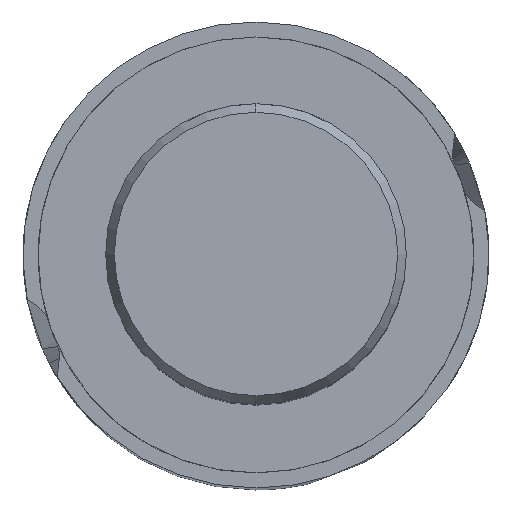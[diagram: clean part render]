
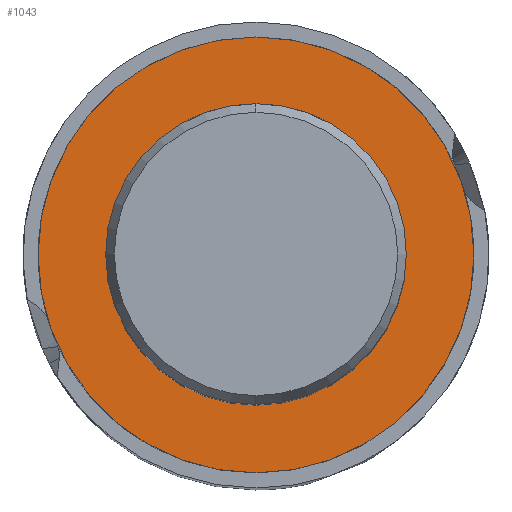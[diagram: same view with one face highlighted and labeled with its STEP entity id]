
A CAD part, top view. The second image highlights one B-rep face of the part: STEP entity #1043.
In plain terms, the highlighted planar face has unit normal (0, 0, 1).
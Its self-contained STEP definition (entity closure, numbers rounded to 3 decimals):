
#397=VERTEX_POINT('',#1159);
#523=VERTEX_POINT('',#1300);
#533=EDGE_CURVE('',#523,#889,#1311,.T.);
#563=EDGE_CURVE('',#723,#397,#1344,.T.);
#707=EDGE_CURVE('',#397,#723,#1499,.T.);
#723=VERTEX_POINT('',#1516);
#889=VERTEX_POINT('',#1698);
#1043=ADVANCED_FACE('',(#1866,#1867),#1868,.T.);
#1053=EDGE_CURVE('',#889,#523,#1879,.T.);
#1159=CARTESIAN_POINT('',(0.0,29.0,-70.0));
#1300=CARTESIAN_POINT('',(0.0,20.0,-70.0));
#1311=CIRCLE('',#2237,20.0);
#1344=CIRCLE('',#2287,29.0);
#1499=CIRCLE('',#2885,29.0);
#1516=CARTESIAN_POINT('',(0.,-29.0,-70.0));
#1698=CARTESIAN_POINT('',(0.,-20.0,-70.0));
#1866=FACE_BOUND('',#4298,.T.);
#1867=FACE_OUTER_BOUND('',#4299,.T.);
#1868=PLANE('',#4300);
#1879=CIRCLE('',#4315,20.0);
#2237=AXIS2_PLACEMENT_3D('',#4953,#4954,#4955);
#2287=AXIS2_PLACEMENT_3D('',#4997,#4998,#4999);
#2885=AXIS2_PLACEMENT_3D('',#5170,#5171,#5172);
#4298=EDGE_LOOP('',(#5567,#5568));
#4299=EDGE_LOOP('',(#5569,#5570));
#4300=AXIS2_PLACEMENT_3D('',#5571,#5572,#5573);
#4315=AXIS2_PLACEMENT_3D('',#5596,#5597,#5598);
#4953=CARTESIAN_POINT('',(0.0,0.0,-70.0));
#4954=DIRECTION('',(-0.0,0.0,-1.0));
#4955=DIRECTION('',(0.0,1.0,0.0));
#4997=CARTESIAN_POINT('',(0.0,0.0,-70.0));
#4998=DIRECTION('',(0.0,0.0,-1.0));
#4999=DIRECTION('',(0.0,1.0,0.0));
#5170=CARTESIAN_POINT('',(0.0,0.0,-70.0));
#5171=DIRECTION('',(0.0,0.0,-1.0));
#5172=DIRECTION('',(0.0,1.0,0.0));
#5567=ORIENTED_EDGE('',*,*,#533,.T.);
#5568=ORIENTED_EDGE('',*,*,#1053,.T.);
#5569=ORIENTED_EDGE('',*,*,#707,.F.);
#5570=ORIENTED_EDGE('',*,*,#563,.F.);
#5571=CARTESIAN_POINT('',(0.0,14.5,-70.0));
#5572=DIRECTION('',(-0.0,0.0,1.0));
#5573=DIRECTION('',(0.0,-1.0,0.0));
#5596=CARTESIAN_POINT('',(0.0,0.0,-70.0));
#5597=DIRECTION('',(-0.0,0.0,-1.0));
#5598=DIRECTION('',(0.0,1.0,0.0));
